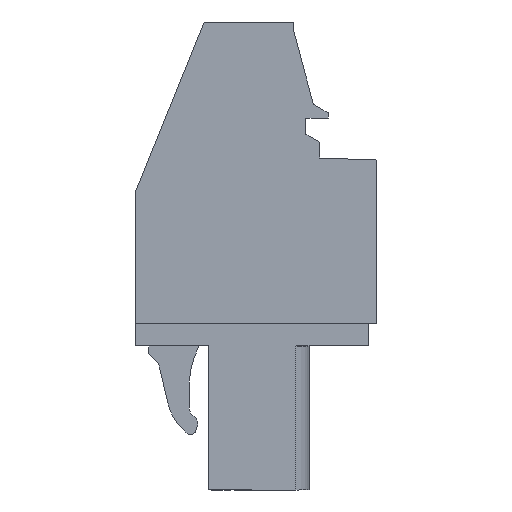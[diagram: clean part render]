
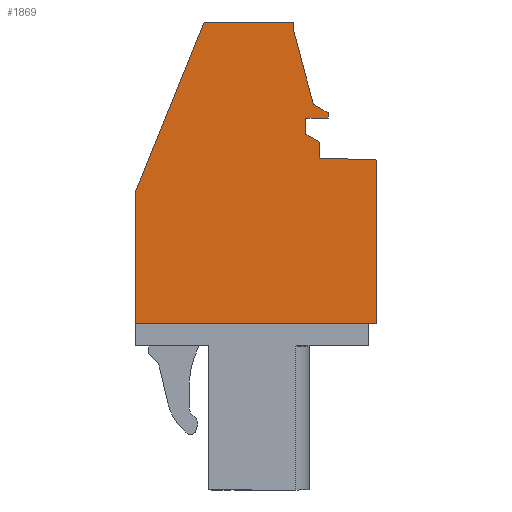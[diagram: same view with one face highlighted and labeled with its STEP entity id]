
A CAD part, left-side view. The second image highlights one B-rep face of the part: STEP entity #1869.
In plain terms, the highlighted planar face has unit normal (-1, 0, 0).
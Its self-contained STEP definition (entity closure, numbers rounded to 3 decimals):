
#1851=AXIS2_PLACEMENT_3D('Plane Axis2P3D',#1848,#1849,#1850) ;
#252=CARTESIAN_POINT('Vertex',(0.,0.,9.7)) ;
#255=CARTESIAN_POINT('Line Origine',(0.,7.05,9.7)) ;
#259=CARTESIAN_POINT('Vertex',(0.,14.1,9.7)) ;
#301=CARTESIAN_POINT('Vertex',(0.,0.,19.25)) ;
#304=CARTESIAN_POINT('Line Origine',(0.,0.,14.475)) ;
#502=CARTESIAN_POINT('Vertex',(0.,3.337,19.367)) ;
#505=CARTESIAN_POINT('Line Origine',(0.,1.668,19.308)) ;
#533=CARTESIAN_POINT('Vertex',(0.,3.337,20.288)) ;
#536=CARTESIAN_POINT('Line Origine',(0.,3.337,19.827)) ;
#564=CARTESIAN_POINT('Vertex',(0.,4.137,20.75)) ;
#567=CARTESIAN_POINT('Line Origine',(0.,3.737,20.519)) ;
#595=CARTESIAN_POINT('Vertex',(0.,4.137,21.7)) ;
#598=CARTESIAN_POINT('Line Origine',(0.,4.137,21.225)) ;
#626=CARTESIAN_POINT('Vertex',(0.,2.837,21.7)) ;
#629=CARTESIAN_POINT('Line Origine',(0.,3.487,21.7)) ;
#657=CARTESIAN_POINT('Vertex',(0.,2.837,22.)) ;
#660=CARTESIAN_POINT('Line Origine',(0.,2.837,21.85)) ;
#688=CARTESIAN_POINT('Vertex',(0.,3.703,22.5)) ;
#691=CARTESIAN_POINT('Line Origine',(0.,3.27,22.25)) ;
#719=CARTESIAN_POINT('Vertex',(0.,4.842,26.75)) ;
#722=CARTESIAN_POINT('Line Origine',(0.,4.272,24.625)) ;
#750=CARTESIAN_POINT('Vertex',(0.,4.842,27.3)) ;
#753=CARTESIAN_POINT('Line Origine',(0.,4.842,27.025)) ;
#781=CARTESIAN_POINT('Vertex',(0.,10.08,27.3)) ;
#784=CARTESIAN_POINT('Line Origine',(0.,7.461,27.3)) ;
#982=CARTESIAN_POINT('Vertex',(0.,14.1,17.35)) ;
#985=CARTESIAN_POINT('Line Origine',(0.,12.09,22.325)) ;
#1009=CARTESIAN_POINT('Line Origine',(0.,14.1,13.525)) ;
#1848=CARTESIAN_POINT('Axis2P3D Location',(0.,0.,0.)) ;
#256=DIRECTION('Vector Direction',(0.,-1.,0.)) ;
#305=DIRECTION('Vector Direction',(0.,0.,1.)) ;
#506=DIRECTION('Vector Direction',(0.,0.999,0.035)) ;
#537=DIRECTION('Vector Direction',(0.,0.,1.)) ;
#568=DIRECTION('Vector Direction',(0.,0.866,0.5)) ;
#599=DIRECTION('Vector Direction',(0.,0.,1.)) ;
#630=DIRECTION('Vector Direction',(0.,-1.,0.)) ;
#661=DIRECTION('Vector Direction',(0.,0.,1.)) ;
#692=DIRECTION('Vector Direction',(0.,0.866,0.5)) ;
#723=DIRECTION('Vector Direction',(0.,0.259,0.966)) ;
#754=DIRECTION('Vector Direction',(0.,0.,1.)) ;
#785=DIRECTION('Vector Direction',(0.,1.,0.)) ;
#986=DIRECTION('Vector Direction',(0.,0.375,-0.927)) ;
#1010=DIRECTION('Vector Direction',(0.,0.,-1.)) ;
#1849=DIRECTION('Axis2P3D Direction',(-1.,0.,0.)) ;
#1850=DIRECTION('Axis2P3D XDirection',(0.,0.,1.)) ;
#257=VECTOR('Line Direction',#256,1.) ;
#306=VECTOR('Line Direction',#305,1.) ;
#507=VECTOR('Line Direction',#506,1.) ;
#538=VECTOR('Line Direction',#537,1.) ;
#569=VECTOR('Line Direction',#568,1.) ;
#600=VECTOR('Line Direction',#599,1.) ;
#631=VECTOR('Line Direction',#630,1.) ;
#662=VECTOR('Line Direction',#661,1.) ;
#693=VECTOR('Line Direction',#692,1.) ;
#724=VECTOR('Line Direction',#723,1.) ;
#755=VECTOR('Line Direction',#754,1.) ;
#786=VECTOR('Line Direction',#785,1.) ;
#987=VECTOR('Line Direction',#986,1.) ;
#1011=VECTOR('Line Direction',#1010,1.) ;
#1854=ORIENTED_EDGE('',*,*,#261,.T.) ;
#1855=ORIENTED_EDGE('',*,*,#308,.T.) ;
#1856=ORIENTED_EDGE('',*,*,#509,.T.) ;
#1857=ORIENTED_EDGE('',*,*,#540,.T.) ;
#1858=ORIENTED_EDGE('',*,*,#571,.T.) ;
#1859=ORIENTED_EDGE('',*,*,#602,.T.) ;
#1860=ORIENTED_EDGE('',*,*,#633,.T.) ;
#1861=ORIENTED_EDGE('',*,*,#664,.T.) ;
#1862=ORIENTED_EDGE('',*,*,#695,.T.) ;
#1863=ORIENTED_EDGE('',*,*,#726,.T.) ;
#1864=ORIENTED_EDGE('',*,*,#757,.T.) ;
#1865=ORIENTED_EDGE('',*,*,#788,.T.) ;
#1866=ORIENTED_EDGE('',*,*,#989,.T.) ;
#1867=ORIENTED_EDGE('',*,*,#1013,.T.) ;
#1869=ADVANCED_FACE('PartBody',(#1868),#1852,.T.) ;
#261=EDGE_CURVE('',#260,#253,#258,.T.) ;
#308=EDGE_CURVE('',#253,#302,#307,.T.) ;
#509=EDGE_CURVE('',#302,#503,#508,.T.) ;
#540=EDGE_CURVE('',#503,#534,#539,.T.) ;
#571=EDGE_CURVE('',#534,#565,#570,.T.) ;
#602=EDGE_CURVE('',#565,#596,#601,.T.) ;
#633=EDGE_CURVE('',#596,#627,#632,.T.) ;
#664=EDGE_CURVE('',#627,#658,#663,.T.) ;
#695=EDGE_CURVE('',#658,#689,#694,.T.) ;
#726=EDGE_CURVE('',#689,#720,#725,.T.) ;
#757=EDGE_CURVE('',#720,#751,#756,.T.) ;
#788=EDGE_CURVE('',#751,#782,#787,.T.) ;
#989=EDGE_CURVE('',#782,#983,#988,.T.) ;
#1013=EDGE_CURVE('',#983,#260,#1012,.T.) ;
#1853=EDGE_LOOP('',(#1854,#1855,#1856,#1857,#1858,#1859,#1860,#1861,#1862,#1863,#1864,#1865,#1866,#1867)) ;
#1868=FACE_OUTER_BOUND('',#1853,.T.) ;
#258=LINE('Line',#255,#257) ;
#307=LINE('Line',#304,#306) ;
#508=LINE('Line',#505,#507) ;
#539=LINE('Line',#536,#538) ;
#570=LINE('Line',#567,#569) ;
#601=LINE('Line',#598,#600) ;
#632=LINE('Line',#629,#631) ;
#663=LINE('Line',#660,#662) ;
#694=LINE('Line',#691,#693) ;
#725=LINE('Line',#722,#724) ;
#756=LINE('Line',#753,#755) ;
#787=LINE('Line',#784,#786) ;
#988=LINE('Line',#985,#987) ;
#1012=LINE('Line',#1009,#1011) ;
#1852=PLANE('',#1851) ;
#253=VERTEX_POINT('',#252) ;
#260=VERTEX_POINT('',#259) ;
#302=VERTEX_POINT('',#301) ;
#503=VERTEX_POINT('',#502) ;
#534=VERTEX_POINT('',#533) ;
#565=VERTEX_POINT('',#564) ;
#596=VERTEX_POINT('',#595) ;
#627=VERTEX_POINT('',#626) ;
#658=VERTEX_POINT('',#657) ;
#689=VERTEX_POINT('',#688) ;
#720=VERTEX_POINT('',#719) ;
#751=VERTEX_POINT('',#750) ;
#782=VERTEX_POINT('',#781) ;
#983=VERTEX_POINT('',#982) ;
